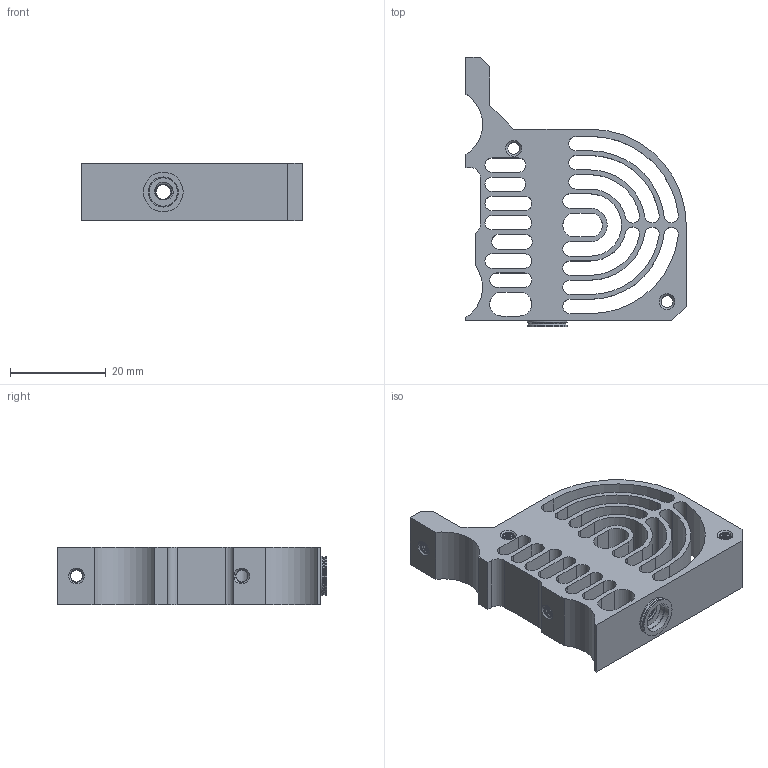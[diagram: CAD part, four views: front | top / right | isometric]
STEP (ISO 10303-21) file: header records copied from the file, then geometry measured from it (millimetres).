
FILE_DESCRIPTION(/* description */ (''),/* implementation_level */ '2;1');
FILE_NAME(/* name */ 'MINI-heatsink v9.step',/* time_stamp */ '2023-10-15T16:36:02+01:00',/* author */ (''),/* organization */ (''),/* preprocessor_version */ 'ST-DEVELOPER v20',/* originating_system */ 'Autodesk Translation Framework v12.14.0.127',/* authorisation */ '');
FILE_SCHEMA (('AUTOMOTIVE_DESIGN { 1 0 10303 214 3 1 1 }'));
Length unit declared in the file: millimetre
Products named in the file (1): MINI-heatsink
Bounding box: 46 x 56.2 x 12 mm (x, y, z)
Volume: 10387.6 mm3; surface area: 12492.6 mm2
Topology: 1 solids, 1 shells, 353 faces, 1022 edges, 676 vertices
Faces by surface type: cylinder 263, plane 64, bspline 16, cone 9, torus 1
Full cylindrical faces by diameter (mm): 2.529 x31, 3 x1, 3.086 x18, 3.332 x12, 4.109 x6, 5.9 x1, 6.3 x1, 6.779 x3, 8.17 x2, 8.3 x2
Entity records: 23913 total; most frequent: CARTESIAN_POINT 15295, ORIENTED_EDGE 2044, DIRECTION 1402, EDGE_CURVE 1022, VERTEX_POINT 676, AXIS2_PLACEMENT_3D 500, B_SPLINE_CURVE_WITH_KNOTS 458, LINE 402
